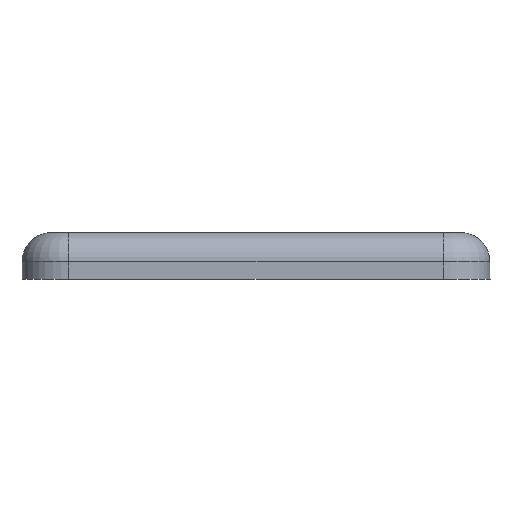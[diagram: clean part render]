
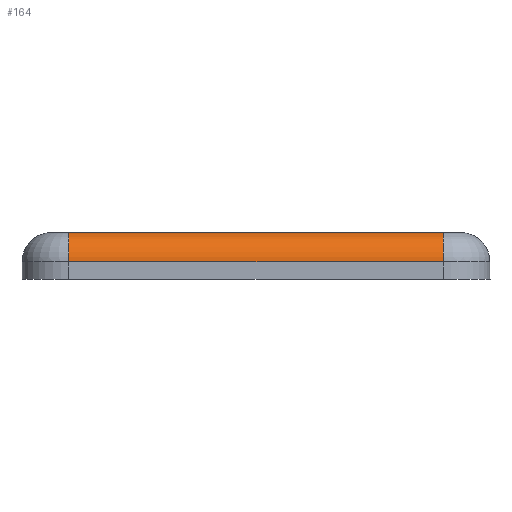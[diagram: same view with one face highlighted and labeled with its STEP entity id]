
A CAD part, left-side view. The second image highlights one B-rep face of the part: STEP entity #164.
In plain terms, the highlighted cylindrical face has radius 2.5 mm (diameter 5 mm), a partial arc.
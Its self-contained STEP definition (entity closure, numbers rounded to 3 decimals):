
#18 = CARTESIAN_POINT ( 'NONE',  ( -37.5, 16., 1.5 ) ) ;
#55 = VERTEX_POINT ( 'NONE', #439 ) ;
#64 = AXIS2_PLACEMENT_3D ( 'NONE', #18, #647, #705 ) ;
#100 = DIRECTION ( 'NONE',  ( 0., 1., 0. ) ) ;
#125 = ORIENTED_EDGE ( 'NONE', *, *, #503, .T. ) ;
#133 = LINE ( 'NONE', #538, #552 ) ;
#157 = DIRECTION ( 'NONE',  ( 0., 1., 0. ) ) ;
#163 = ORIENTED_EDGE ( 'NONE', *, *, #426, .T. ) ;
#164 = ADVANCED_FACE ( 'NONE', ( #674 ), #729, .T. ) ;
#177 = EDGE_CURVE ( 'NONE', #683, #55, #248, .T. ) ;
#200 = DIRECTION ( 'NONE',  ( 1., 0., 0. ) ) ;
#214 = EDGE_LOOP ( 'NONE', ( #125, #363, #638, #163 ) ) ;
#221 = LINE ( 'NONE', #663, #616 ) ;
#248 = CIRCLE ( 'NONE', #745, 2.5 ) ;
#265 = CARTESIAN_POINT ( 'NONE',  ( -37.5, -16., 1.5 ) ) ;
#297 = CARTESIAN_POINT ( 'NONE',  ( -37.5, 16., 4. ) ) ;
#363 = ORIENTED_EDGE ( 'NONE', *, *, #377, .F. ) ;
#373 = AXIS2_PLACEMENT_3D ( 'NONE', #759, #443, #780 ) ;
#377 = EDGE_CURVE ( 'NONE', #55, #750, #133, .T. ) ;
#424 = CARTESIAN_POINT ( 'NONE',  ( -37.5, -16., 4. ) ) ;
#426 = EDGE_CURVE ( 'NONE', #683, #675, #221, .T. ) ;
#439 = CARTESIAN_POINT ( 'NONE',  ( -40., -16., 1.5 ) ) ;
#443 = DIRECTION ( 'NONE',  ( 0., -1., 0. ) ) ;
#503 = EDGE_CURVE ( 'NONE', #675, #750, #788, .T. ) ;
#524 = CARTESIAN_POINT ( 'NONE',  ( -40., 16., 1.5 ) ) ;
#538 = CARTESIAN_POINT ( 'NONE',  ( -40., -20., 1.5 ) ) ;
#552 = VECTOR ( 'NONE', #157, 1000. ) ;
#616 = VECTOR ( 'NONE', #100, 1000. ) ;
#638 = ORIENTED_EDGE ( 'NONE', *, *, #177, .F. ) ;
#647 = DIRECTION ( 'NONE',  ( 0., -1., 0. ) ) ;
#663 = CARTESIAN_POINT ( 'NONE',  ( -37.5, -10., 4. ) ) ;
#674 = FACE_OUTER_BOUND ( 'NONE', #214, .T. ) ;
#675 = VERTEX_POINT ( 'NONE', #297 ) ;
#683 = VERTEX_POINT ( 'NONE', #424 ) ;
#705 = DIRECTION ( 'NONE',  ( 0., 0., -1. ) ) ;
#711 = DIRECTION ( 'NONE',  ( 0., -1., 0. ) ) ;
#729 = CYLINDRICAL_SURFACE ( 'NONE', #373, 2.5 ) ;
#745 = AXIS2_PLACEMENT_3D ( 'NONE', #265, #711, #200 ) ;
#750 = VERTEX_POINT ( 'NONE', #524 ) ;
#759 = CARTESIAN_POINT ( 'NONE',  ( -37.5, -10., 1.5 ) ) ;
#780 = DIRECTION ( 'NONE',  ( 0., 0., -1. ) ) ;
#788 = CIRCLE ( 'NONE', #64, 2.5 ) ;
